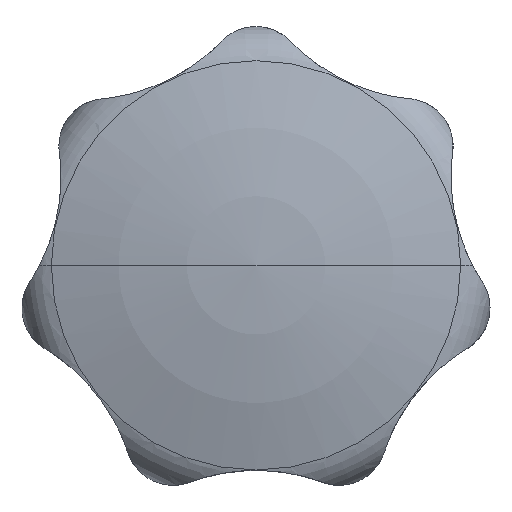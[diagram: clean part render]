
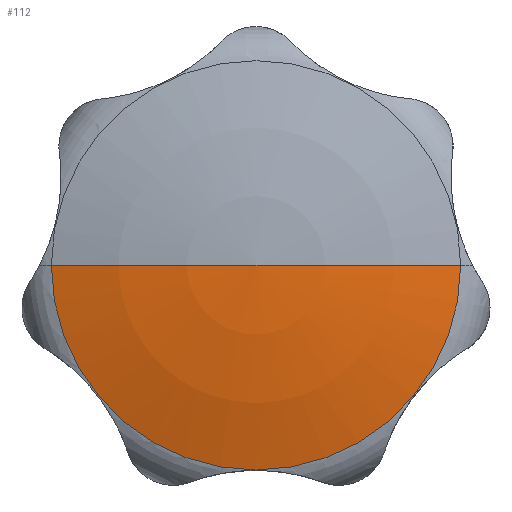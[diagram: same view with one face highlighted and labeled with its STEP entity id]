
A CAD part, top view. The second image highlights one B-rep face of the part: STEP entity #112.
In plain terms, the highlighted spherical face has radius 30 mm.
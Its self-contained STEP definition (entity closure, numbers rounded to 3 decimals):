
#112=ADVANCED_FACE('',(#220),#221,.T.);
#220=FACE_OUTER_BOUND('',#323,.T.);
#221=SPHERICAL_SURFACE('',#324,30.0);
#323=EDGE_LOOP('',(#619,#620,#621));
#324=AXIS2_PLACEMENT_3D('',#622,#623,#624);
#619=ORIENTED_EDGE('',*,*,#643,.F.);
#620=ORIENTED_EDGE('',*,*,#662,.T.);
#621=ORIENTED_EDGE('',*,*,#644,.F.);
#622=CARTESIAN_POINT('',(0.,0.,-17.0));
#623=DIRECTION('',(0.,0.,1.0));
#624=DIRECTION('',(-1.0,0.,0.0));
#643=EDGE_CURVE('',#766,#767,#768,.T.);
#644=EDGE_CURVE('',#767,#769,#770,.T.);
#662=EDGE_CURVE('',#766,#769,#802,.T.);
#766=VERTEX_POINT('',#953);
#767=VERTEX_POINT('',#954);
#768=CIRCLE('',#955,30.0);
#769=VERTEX_POINT('',#956);
#770=CIRCLE('',#957,30.0);
#802=CIRCLE('',#1112,8.571);
#953=CARTESIAN_POINT('',(-8.571,0.,11.749));
#954=CARTESIAN_POINT('',(0.,0.,13.));
#955=AXIS2_PLACEMENT_3D('',#1586,#1587,#1588);
#956=CARTESIAN_POINT('',(8.571,0.,11.749));
#957=AXIS2_PLACEMENT_3D('',#1589,#1590,#1591);
#1112=AXIS2_PLACEMENT_3D('',#1601,#1602,#1603);
#1586=CARTESIAN_POINT('',(0.,0.,-17.0));
#1587=DIRECTION('',(0.,1.0,0.));
#1588=DIRECTION('',(0.0,0.,-1.0));
#1589=CARTESIAN_POINT('',(0.,0.,-17.0));
#1590=DIRECTION('',(0.,1.0,0.));
#1591=DIRECTION('',(0.0,0.,-1.0));
#1601=CARTESIAN_POINT('',(0.,0.,11.749));
#1602=DIRECTION('',(0.,0.,1.0));
#1603=DIRECTION('',(1.0,0.,0.));
